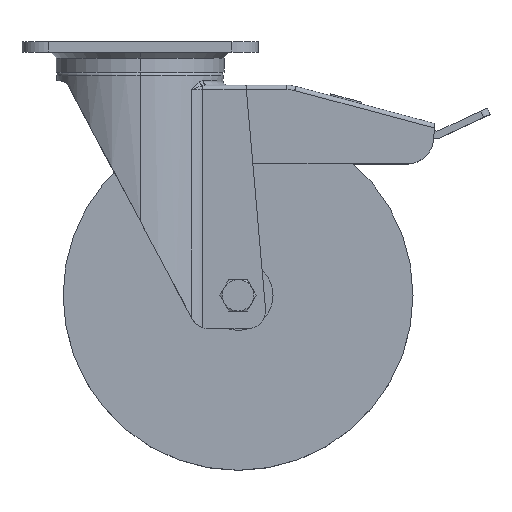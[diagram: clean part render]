
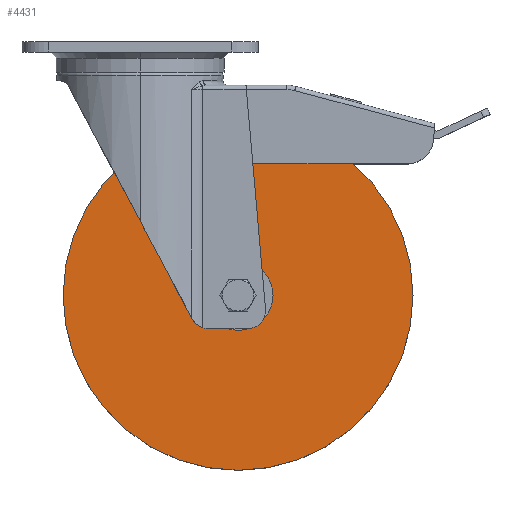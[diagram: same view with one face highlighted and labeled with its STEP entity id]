
A CAD part, top view. The second image highlights one B-rep face of the part: STEP entity #4431.
In plain terms, the highlighted planar face has unit normal (0, 0, 1).
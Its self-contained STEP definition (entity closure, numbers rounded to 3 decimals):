
#439 = DIRECTION ( 'NONE',  ( 0., 0., -1. ) ) ;
#440 = CARTESIAN_POINT ( 'NONE',  ( 56., 18.9, 25. ) ) ;
#441 = AXIS2_PLACEMENT_3D ( 'NONE', #440, #439, #444 ) ;
#442 = CIRCLE ( 'NONE', #441, 100. ) ;
#444 = DIRECTION ( 'NONE',  ( -1., 0., 0. ) ) ;
#484 = PLANE ( 'NONE',  #569 ) ;
#487 = FACE_BOUND ( 'NONE', #4331, .T. ) ;
#490 = FACE_OUTER_BOUND ( 'NONE', #4432, .T. ) ;
#504 = DIRECTION ( 'NONE',  ( -1., 0., 0. ) ) ;
#510 = DIRECTION ( 'NONE',  ( 0., 0., -1. ) ) ;
#565 = CARTESIAN_POINT ( 'NONE',  ( 56., 118.9, 25. ) ) ;
#569 = AXIS2_PLACEMENT_3D ( 'NONE', #565, #510, #504 ) ;
#618 = CARTESIAN_POINT ( 'NONE',  ( -44., 18.9, 25. ) ) ;
#619 = DIRECTION ( 'NONE',  ( -1., 0., 0. ) ) ;
#620 = DIRECTION ( 'NONE',  ( 0., 0., -1. ) ) ;
#621 = CARTESIAN_POINT ( 'NONE',  ( 56., 18.9, 25. ) ) ;
#622 = AXIS2_PLACEMENT_3D ( 'NONE', #621, #620, #619 ) ;
#623 = CIRCLE ( 'NONE', #622, 100. ) ;
#4269 = VERTEX_POINT ( 'NONE', #7466 ) ;
#4274 = VERTEX_POINT ( 'NONE', #7472 ) ;
#4276 = EDGE_CURVE ( 'NONE', #4277, #4274, #7483, .T. ) ;
#4277 = VERTEX_POINT ( 'NONE', #7484 ) ;
#4329 = EDGE_CURVE ( 'NONE', #4274, #4277, #7450, .T. ) ;
#4330 = ORIENTED_EDGE ( 'NONE', *, *, #4329, .T. ) ;
#4331 = EDGE_LOOP ( 'NONE', ( #4332, #4330 ) ) ;
#4332 = ORIENTED_EDGE ( 'NONE', *, *, #4276, .T. ) ;
#4393 = ORIENTED_EDGE ( 'NONE', *, *, #4425, .F. ) ;
#4425 = EDGE_CURVE ( 'NONE', #4426, #4269, #623, .T. ) ;
#4426 = VERTEX_POINT ( 'NONE', #618 ) ;
#4428 = EDGE_CURVE ( 'NONE', #4269, #4426, #442, .T. ) ;
#4431 = ADVANCED_FACE ( 'NONE', ( #490, #487 ), #484, .F. ) ;
#4432 = EDGE_LOOP ( 'NONE', ( #4393, #4579 ) ) ;
#4579 = ORIENTED_EDGE ( 'NONE', *, *, #4428, .F. ) ;
#7438 = CARTESIAN_POINT ( 'NONE',  ( 56., 18.9, 25. ) ) ;
#7450 = CIRCLE ( 'NONE', #7465, 20. ) ;
#7465 = AXIS2_PLACEMENT_3D ( 'NONE', #7438, #7468, #7469 ) ;
#7466 = CARTESIAN_POINT ( 'NONE',  ( 156., 18.9, 25. ) ) ;
#7468 = DIRECTION ( 'NONE',  ( 0., 0., -1. ) ) ;
#7469 = DIRECTION ( 'NONE',  ( -1., 0., 0. ) ) ;
#7472 = CARTESIAN_POINT ( 'NONE',  ( 76., 18.9, 25. ) ) ;
#7474 = DIRECTION ( 'NONE',  ( -1., 0., 0. ) ) ;
#7481 = CARTESIAN_POINT ( 'NONE',  ( 56., 18.9, 25. ) ) ;
#7482 = AXIS2_PLACEMENT_3D ( 'NONE', #7481, #7485, #7474 ) ;
#7483 = CIRCLE ( 'NONE', #7482, 20. ) ;
#7484 = CARTESIAN_POINT ( 'NONE',  ( 36., 18.9, 25. ) ) ;
#7485 = DIRECTION ( 'NONE',  ( 0., 0., -1. ) ) ;
